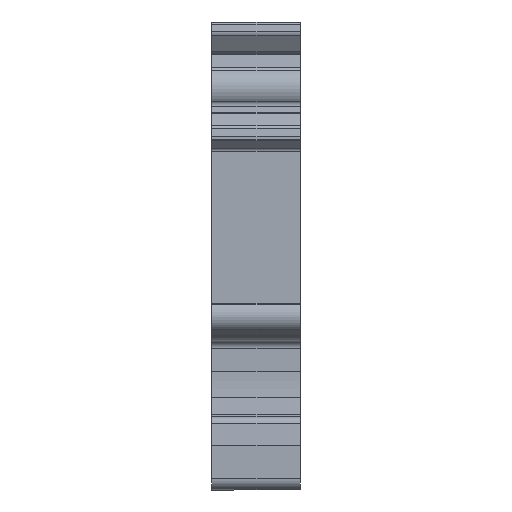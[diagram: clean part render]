
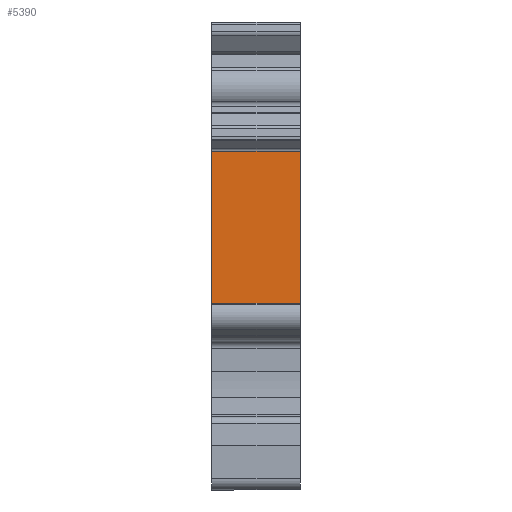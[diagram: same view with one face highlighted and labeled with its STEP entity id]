
A CAD part, left-side view. The second image highlights one B-rep face of the part: STEP entity #5390.
In plain terms, the highlighted planar face has unit normal (-1, 0, 0).
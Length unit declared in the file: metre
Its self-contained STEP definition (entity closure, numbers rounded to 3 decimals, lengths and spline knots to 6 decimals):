
#524=FACE_OUTER_BOUND('',#801,.T.);
#801=EDGE_LOOP('',(#4269,#4270,#4271,#4272));
#999=LINE('',#7809,#1529);
#1162=LINE('',#8442,#1692);
#1322=LINE('',#8805,#1852);
#1323=LINE('',#8807,#1853);
#1529=VECTOR('',#6197,0.013713);
#1692=VECTOR('',#6674,0.013713);
#1852=VECTOR('',#7126,0.008);
#1853=VECTOR('',#7129,0.008);
#2099=VERTEX_POINT('',#7806);
#2100=VERTEX_POINT('',#7808);
#2412=VERTEX_POINT('',#8439);
#2413=VERTEX_POINT('',#8441);
#2618=EDGE_CURVE('',#2099,#2100,#999,.T.);
#2936=EDGE_CURVE('',#2413,#2412,#1162,.T.);
#3121=EDGE_CURVE('',#2412,#2100,#1322,.T.);
#3122=EDGE_CURVE('',#2413,#2099,#1323,.T.);
#4269=ORIENTED_EDGE('',*,*,#2618,.F.);
#4270=ORIENTED_EDGE('',*,*,#3122,.F.);
#4271=ORIENTED_EDGE('',*,*,#2936,.T.);
#4272=ORIENTED_EDGE('',*,*,#3121,.T.);
#4917=PLANE('',#5881);
#5390=ADVANCED_FACE('',(#524),#4917,.T.);
#5881=AXIS2_PLACEMENT_3D('',#8806,#7127,#7128);
#6197=DIRECTION('',(0.,0.,-1.));
#6674=DIRECTION('',(0.,0.,-1.));
#7126=DIRECTION('',(0.,-1.,0.));
#7127=DIRECTION('center_axis',(-1.,0.,0.));
#7128=DIRECTION('ref_axis',(0.,0.,1.));
#7129=DIRECTION('',(0.,-1.,0.));
#7806=CARTESIAN_POINT('',(-0.04705,0.,0.023288));
#7808=CARTESIAN_POINT('',(-0.04705,0.,0.009575));
#7809=CARTESIAN_POINT('',(-0.04705,0.,0.023288));
#8439=CARTESIAN_POINT('',(-0.04705,0.008,0.009575));
#8441=CARTESIAN_POINT('',(-0.04705,0.008,0.023288));
#8442=CARTESIAN_POINT('',(-0.04705,0.008,0.023288));
#8805=CARTESIAN_POINT('',(-0.04705,0.008,0.009575));
#8806=CARTESIAN_POINT('Origin',(-0.04705,0.00795,0.023288));
#8807=CARTESIAN_POINT('',(-0.04705,0.008,0.023288));
